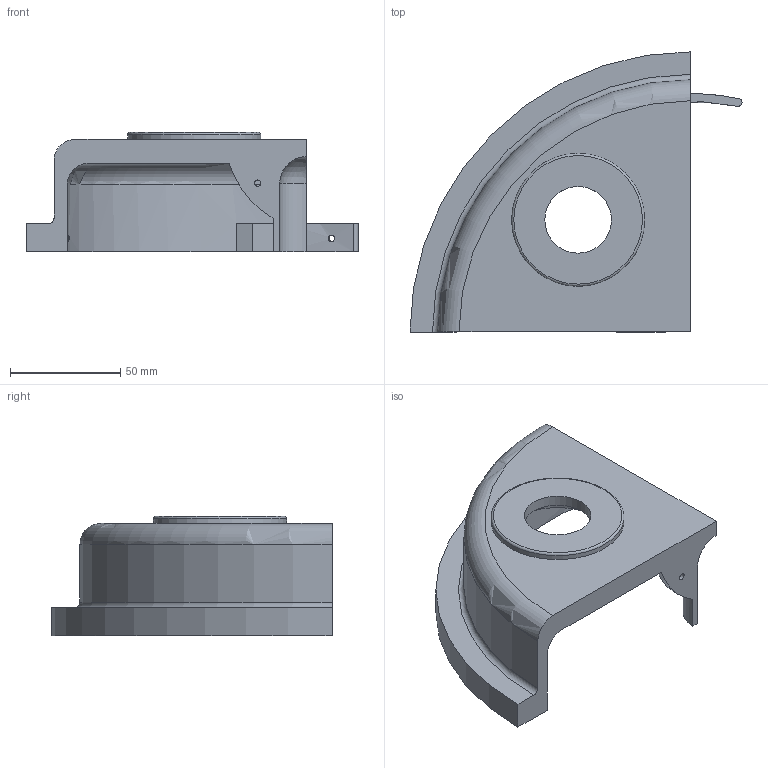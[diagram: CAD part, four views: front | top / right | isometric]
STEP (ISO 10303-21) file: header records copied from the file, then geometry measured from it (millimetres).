
FILE_DESCRIPTION(/* description */ (''),/* implementation_level */ '2;1');
FILE_NAME(/* name */ 'cyclotron_04.step',/* time_stamp */ '2020-11-30T22:33:52+01:00',/* author */ (''),/* organization */ (''),/* preprocessor_version */ 'ST-DEVELOPER v18.1',/* originating_system */ 'Autodesk Translation Framework v9.3.0.1241',/* authorisation */ '');
FILE_SCHEMA (('AUTOMOTIVE_DESIGN { 1 0 10303 214 3 1 1 }'));
Length unit declared in the file: millimetre
Products named in the file (1): cyclotron_04
Bounding box: 150.46 x 127 x 54 mm (x, y, z)
Volume: 176527.2 mm3; surface area: 48564.5 mm2
Topology: 1 solids, 1 shells, 42 faces, 107 edges, 71 vertices
Faces by surface type: cylinder 19, plane 18, torus 4, sphere 1
Full cylindrical faces by diameter (mm): 2.9 x6, 30.2 x1, 52 x1, 60.3 x1
Entity records: 1436 total; most frequent: CARTESIAN_POINT 322, DIRECTION 238, ORIENTED_EDGE 212, EDGE_CURVE 106, AXIS2_PLACEMENT_3D 95, VERTEX_POINT 71, EDGE_LOOP 55, CIRCLE 52
